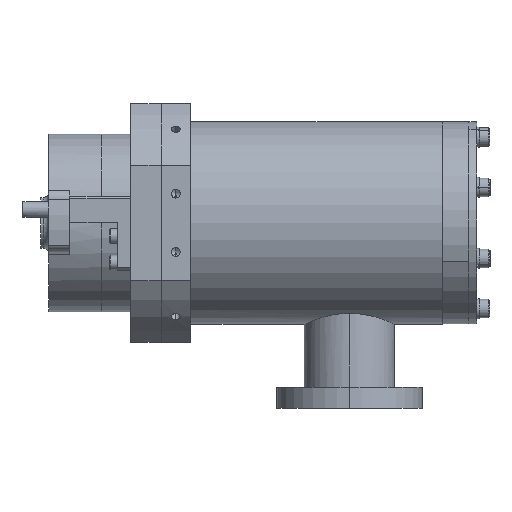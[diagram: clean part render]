
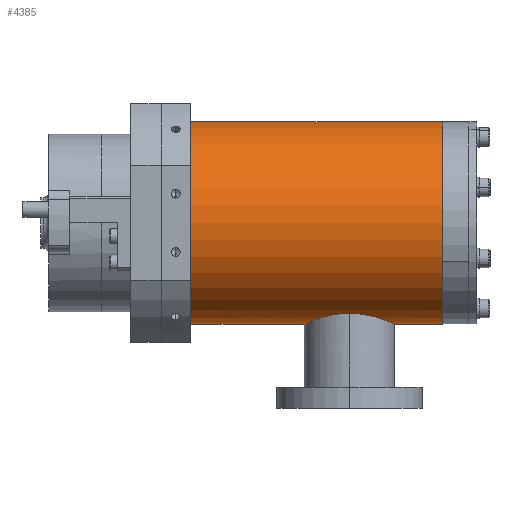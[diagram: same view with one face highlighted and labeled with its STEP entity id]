
A CAD part, left-side view. The second image highlights one B-rep face of the part: STEP entity #4385.
In plain terms, the highlighted cylindrical face has radius 38.15 mm (diameter 76.3 mm), a partial arc.
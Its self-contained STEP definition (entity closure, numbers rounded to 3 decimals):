
#367 = CARTESIAN_POINT ( 'NONE',  ( 4.868, -46.778, 37.849 ) ) ;
#431 = VERTEX_POINT ( 'NONE', #10178 ) ;
#436 = ORIENTED_EDGE ( 'NONE', *, *, #9201, .T. ) ;
#492 = ORIENTED_EDGE ( 'NONE', *, *, #10245, .F. ) ;
#542 = CARTESIAN_POINT ( 'NONE',  ( 9.907, -72.274, 36.843 ) ) ;
#607 = DIRECTION ( 'NONE',  ( 0., 0., 1. ) ) ;
#888 = CARTESIAN_POINT ( 'NONE',  ( 0., -96., 38.15 ) ) ;
#916 = EDGE_CURVE ( 'NONE', #15174, #12202, #15537, .T. ) ;
#1429 = CARTESIAN_POINT ( 'NONE',  ( 7.96, -48.277, 37.313 ) ) ;
#1809 = CARTESIAN_POINT ( 'NONE',  ( 0.5, -76., 38.15 ) ) ;
#1965 = EDGE_CURVE ( 'NONE', #3765, #15174, #5604, .T. ) ;
#1992 = CARTESIAN_POINT ( 'NONE',  ( 10.271, -71.943, 36.743 ) ) ;
#2040 = CARTESIAN_POINT ( 'NONE',  ( 7.555, -73.995, 37.404 ) ) ;
#2334 = DIRECTION ( 'NONE',  ( 0., 1., 0. ) ) ;
#2673 = CARTESIAN_POINT ( 'NONE',  ( 12.73, -53.051, 35.965 ) ) ;
#2788 = CARTESIAN_POINT ( 'NONE',  ( 14.876, -59.015, 35.13 ) ) ;
#3116 = CARTESIAN_POINT ( 'NONE',  ( 9.153, -72.894, 37.038 ) ) ;
#3224 = CARTESIAN_POINT ( 'NONE',  ( 0., -46., 38.15 ) ) ;
#3487 = LINE ( 'NONE', #14602, #14814 ) ;
#3765 = VERTEX_POINT ( 'NONE', #888 ) ;
#3975 = CARTESIAN_POINT ( 'NONE',  ( 14.224, -56.139, 35.401 ) ) ;
#4135 = CARTESIAN_POINT ( 'NONE',  ( 11.92, -51.843, 36.244 ) ) ;
#4385 = ADVANCED_FACE ( 'NONE', ( #10463 ), #15441, .T. ) ;
#4436 = CARTESIAN_POINT ( 'NONE',  ( 14.61, -64.433, 35.242 ) ) ;
#4706 = AXIS2_PLACEMENT_3D ( 'NONE', #13721, #2334, #15054 ) ;
#5062 = EDGE_LOOP ( 'NONE', ( #6498, #5938, #492, #10899, #11093, #436, #8465 ) ) ;
#5353 = CARTESIAN_POINT ( 'NONE',  ( 9.17, -49.09, 37.041 ) ) ;
#5453 = CARTESIAN_POINT ( 'NONE',  ( 14.802, -58.523, 35.161 ) ) ;
#5478 = CARTESIAN_POINT ( 'NONE',  ( 14.903, -62.97, 35.119 ) ) ;
#5510 = CARTESIAN_POINT ( 'NONE',  ( 0.493, -46., 38.15 ) ) ;
#5584 = VERTEX_POINT ( 'NONE', #10675 ) ;
#5604 = CIRCLE ( 'NONE', #12941, 38.15 ) ;
#5705 = EDGE_CURVE ( 'NONE', #5744, #431, #11195, .T. ) ;
#5744 = VERTEX_POINT ( 'NONE', #12895 ) ;
#5759 = DIRECTION ( 'NONE',  ( 0., 1., 0. ) ) ;
#5848 = CARTESIAN_POINT ( 'NONE',  ( 11.301, -70.911, 36.445 ) ) ;
#5938 = ORIENTED_EDGE ( 'NONE', *, *, #916, .T. ) ;
#6110 = EDGE_CURVE ( 'NONE', #3765, #5584, #3487, .T. ) ;
#6473 = CARTESIAN_POINT ( 'NONE',  ( 0., 0., 38.15 ) ) ;
#6498 = ORIENTED_EDGE ( 'NONE', *, *, #1965, .T. ) ;
#6622 = CARTESIAN_POINT ( 'NONE',  ( 13.445, -54.332, 35.703 ) ) ;
#6870 = CARTESIAN_POINT ( 'NONE',  ( 0., 0., 0. ) ) ;
#6974 = CARTESIAN_POINT ( 'NONE',  ( 12.984, -68.527, 35.873 ) ) ;
#7210 = EDGE_CURVE ( 'NONE', #5744, #14055, #12185, .T. ) ;
#7851 = CARTESIAN_POINT ( 'NONE',  ( 12.981, -53.468, 35.874 ) ) ;
#7908 = CARTESIAN_POINT ( 'NONE',  ( 14.511, -57.074, 35.283 ) ) ;
#8004 = CARTESIAN_POINT ( 'NONE',  ( 7.542, -48.025, 37.4 ) ) ;
#8227 = CARTESIAN_POINT ( 'NONE',  ( 0., -76., 38.15 ) ) ;
#8294 = CARTESIAN_POINT ( 'NONE',  ( 0.987, -46.024, 38.14 ) ) ;
#8297 = CARTESIAN_POINT ( 'NONE',  ( 12.73, -68.949, 35.965 ) ) ;
#8331 = DIRECTION ( 'NONE',  ( 0., 0., 1. ) ) ;
#8354 = CARTESIAN_POINT ( 'NONE',  ( 8.763, -73.184, 37.132 ) ) ;
#8465 = ORIENTED_EDGE ( 'NONE', *, *, #6110, .F. ) ;
#8588 = CARTESIAN_POINT ( 'NONE',  ( 15., -61.988, 35.077 ) ) ;
#8825 = VECTOR ( 'NONE', #9352, 1000. ) ;
#8857 = CARTESIAN_POINT ( 'NONE',  ( 0., 0., -38.15 ) ) ;
#9201 = EDGE_CURVE ( 'NONE', #431, #5584, #12480, .T. ) ;
#9352 = DIRECTION ( 'NONE',  ( 0., 1., 0. ) ) ;
#9445 = CARTESIAN_POINT ( 'NONE',  ( 1.992, -75.875, 38.101 ) ) ;
#10178 = CARTESIAN_POINT ( 'NONE',  ( 15., -61., 35.077 ) ) ;
#10245 = EDGE_CURVE ( 'NONE', #14055, #12202, #10372, .T. ) ;
#10283 = CARTESIAN_POINT ( 'NONE',  ( 11.306, -51.094, 36.443 ) ) ;
#10331 = CARTESIAN_POINT ( 'NONE',  ( 15., -60.506, 35.077 ) ) ;
#10372 = CIRCLE ( 'NONE', #15010, 38.15 ) ;
#10463 = FACE_OUTER_BOUND ( 'NONE', #5062, .T. ) ;
#10494 = CARTESIAN_POINT ( 'NONE',  ( 9.922, -49.708, 36.844 ) ) ;
#10519 = CARTESIAN_POINT ( 'NONE',  ( 0., -96., 38.15 ) ) ;
#10533 = CARTESIAN_POINT ( 'NONE',  ( 3.93, -46.49, 37.96 ) ) ;
#10675 = CARTESIAN_POINT ( 'NONE',  ( 0., -76., 38.15 ) ) ;
#10708 = CARTESIAN_POINT ( 'NONE',  ( 5.331, -75.03, 37.779 ) ) ;
#10758 = CARTESIAN_POINT ( 'NONE',  ( 3.446, -75.607, 37.997 ) ) ;
#10899 = ORIENTED_EDGE ( 'NONE', *, *, #7210, .F. ) ;
#10933 = CARTESIAN_POINT ( 'NONE',  ( 4.864, -75.198, 37.842 ) ) ;
#11093 = ORIENTED_EDGE ( 'NONE', *, *, #5705, .T. ) ;
#11195 = B_SPLINE_CURVE_WITH_KNOTS ( 'NONE', 3,
 ( #3224, #5510, #8294, #12095, #13384, #10533, #367, #14320, #15597, #8004, #1429, #5353, #10494, #10283, #4135, #2673, #7851, #6622, #14156, #3975, #7908, #5453, #2788, #12840, #10331, #15490 ),
 .UNSPECIFIED., .F., .F.,
 ( 4, 2, 2, 2, 2, 2, 2, 2, 2, 2, 2, 2, 4 ),
 ( 0.047, 0.049, 0.05, 0.053, 0.055, 0.056, 0.059, 0.062, 0.064, 0.065, 0.068, 0.07, 0.071 ),
 .UNSPECIFIED. ) ;
#11910 = CARTESIAN_POINT ( 'NONE',  ( 13.658, -67.22, 35.622 ) ) ;
#11922 = CARTESIAN_POINT ( 'NONE',  ( 14.488, -64.916, 35.292 ) ) ;
#11975 = CARTESIAN_POINT ( 'NONE',  ( 1.002, -75.975, 38.14 ) ) ;
#12095 = CARTESIAN_POINT ( 'NONE',  ( 1.975, -46.122, 38.102 ) ) ;
#12097 = DIRECTION ( 'NONE',  ( 0., 1., 0. ) ) ;
#12098 = CARTESIAN_POINT ( 'NONE',  ( 11.916, -70.163, 36.246 ) ) ;
#12185 = LINE ( 'NONE', #10519, #8825 ) ;
#12202 = VERTEX_POINT ( 'NONE', #8857 ) ;
#12480 = B_SPLINE_CURVE_WITH_KNOTS ( 'NONE', 3,
 ( #16345, #8588, #5478, #4436, #11922, #13975, #15025, #11910, #14668, #6974, #8297, #12098, #5848, #1992, #542, #3116, #8354, #2040, #15998, #10708, #10933, #15827, #10758, #13446, #9445, #11975, #1809, #8227 ),
 .UNSPECIFIED., .F., .F.,
 ( 4, 2, 2, 2, 2, 2, 2, 2, 2, 2, 2, 2, 2, 4 ),
 ( 0.071, 0.074, 0.075, 0.077, 0.078, 0.08, 0.083, 0.084, 0.086, 0.089, 0.09, 0.092, 0.093, 0.095 ),
 .UNSPECIFIED. ) ;
#12840 = CARTESIAN_POINT ( 'NONE',  ( 14.976, -60.01, 35.088 ) ) ;
#12895 = CARTESIAN_POINT ( 'NONE',  ( 0., -46., 38.15 ) ) ;
#12941 = AXIS2_PLACEMENT_3D ( 'NONE', #14637, #15912, #8331 ) ;
#13384 = CARTESIAN_POINT ( 'NONE',  ( 2.472, -46.197, 38.073 ) ) ;
#13446 = CARTESIAN_POINT ( 'NONE',  ( 2.481, -75.802, 38.072 ) ) ;
#13721 = CARTESIAN_POINT ( 'NONE',  ( 0., -96., 0. ) ) ;
#13975 = CARTESIAN_POINT ( 'NONE',  ( 14.2, -65.857, 35.409 ) ) ;
#14055 = VERTEX_POINT ( 'NONE', #6473 ) ;
#14156 = CARTESIAN_POINT ( 'NONE',  ( 13.658, -54.78, 35.622 ) ) ;
#14320 = CARTESIAN_POINT ( 'NONE',  ( 6.229, -47.346, 37.641 ) ) ;
#14344 = CARTESIAN_POINT ( 'NONE',  ( 0., -96., -38.15 ) ) ;
#14348 = VECTOR ( 'NONE', #15021, 1000. ) ;
#14602 = CARTESIAN_POINT ( 'NONE',  ( 0., -96., 38.15 ) ) ;
#14637 = CARTESIAN_POINT ( 'NONE',  ( 0., -96., 0. ) ) ;
#14668 = CARTESIAN_POINT ( 'NONE',  ( 13.448, -67.662, 35.702 ) ) ;
#14798 = CARTESIAN_POINT ( 'NONE',  ( 0., -96., -38.15 ) ) ;
#14814 = VECTOR ( 'NONE', #12097, 1000. ) ;
#15010 = AXIS2_PLACEMENT_3D ( 'NONE', #6870, #5759, #607 ) ;
#15021 = DIRECTION ( 'NONE',  ( 0., 1., 0. ) ) ;
#15025 = CARTESIAN_POINT ( 'NONE',  ( 14.034, -66.318, 35.475 ) ) ;
#15054 = DIRECTION ( 'NONE',  ( 0., 0., 1. ) ) ;
#15174 = VERTEX_POINT ( 'NONE', #14344 ) ;
#15441 = CYLINDRICAL_SURFACE ( 'NONE', #4706, 38.15 ) ;
#15490 = CARTESIAN_POINT ( 'NONE',  ( 15., -61., 35.077 ) ) ;
#15537 = LINE ( 'NONE', #14798, #14348 ) ;
#15597 = CARTESIAN_POINT ( 'NONE',  ( 6.677, -47.559, 37.564 ) ) ;
#15827 = CARTESIAN_POINT ( 'NONE',  ( 3.922, -75.486, 37.951 ) ) ;
#15912 = DIRECTION ( 'NONE',  ( 0., 1., 0. ) ) ;
#15998 = CARTESIAN_POINT ( 'NONE',  ( 6.698, -74.458, 37.569 ) ) ;
#16345 = CARTESIAN_POINT ( 'NONE',  ( 15., -61., 35.077 ) ) ;
